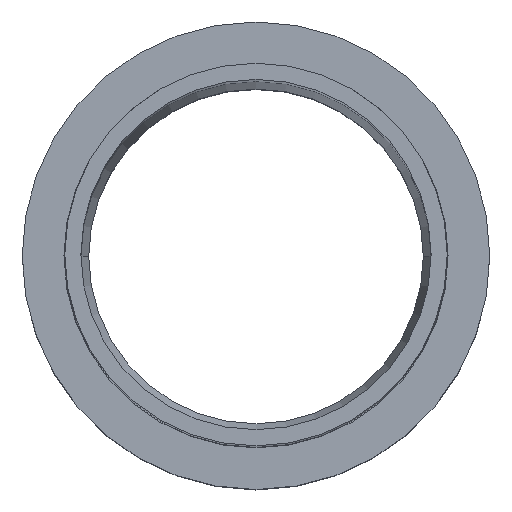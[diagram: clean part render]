
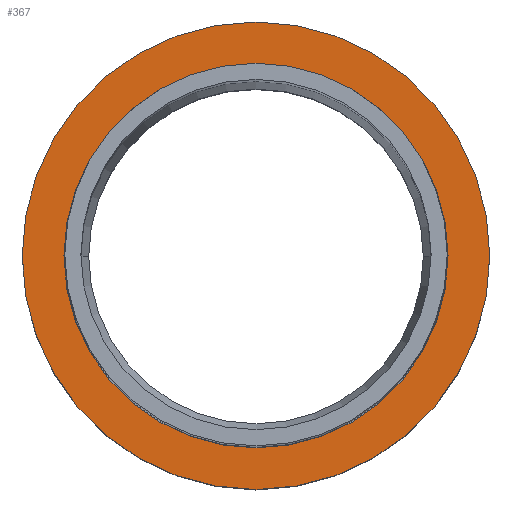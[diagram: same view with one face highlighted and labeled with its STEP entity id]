
A CAD part, top view. The second image highlights one B-rep face of the part: STEP entity #367.
In plain terms, the highlighted planar face has unit normal (0, 0, 1).
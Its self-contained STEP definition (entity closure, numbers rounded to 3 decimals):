
#6 = DIRECTION ( 'NONE',  ( 0., 0., 1. ) ) ;
#44 = DIRECTION ( 'NONE',  ( 1., 0., 0. ) ) ;
#70 = AXIS2_PLACEMENT_3D ( 'NONE', #438, #588, #225 ) ;
#81 = CIRCLE ( 'NONE', #70, 102.85 ) ;
#111 = DIRECTION ( 'NONE',  ( -1., 0., 0. ) ) ;
#114 = DIRECTION ( 'NONE',  ( 1., 0., 0. ) ) ;
#119 = VERTEX_POINT ( 'NONE', #262 ) ;
#137 = ORIENTED_EDGE ( 'NONE', *, *, #374, .F. ) ;
#143 = ORIENTED_EDGE ( 'NONE', *, *, #519, .F. ) ;
#146 = ORIENTED_EDGE ( 'NONE', *, *, #403, .T. ) ;
#150 = ORIENTED_EDGE ( 'NONE', *, *, #277, .T. ) ;
#151 = CIRCLE ( 'NONE', #482, 84.5 ) ;
#155 = VERTEX_POINT ( 'NONE', #347 ) ;
#163 = AXIS2_PLACEMENT_3D ( 'NONE', #368, #523, #114 ) ;
#173 = PLANE ( 'NONE',  #204 ) ;
#202 = EDGE_LOOP ( 'NONE', ( #146, #150 ) ) ;
#204 = AXIS2_PLACEMENT_3D ( 'NONE', #365, #521, #111 ) ;
#225 = DIRECTION ( 'NONE',  ( 1., 0., 0. ) ) ;
#229 = VERTEX_POINT ( 'NONE', #544 ) ;
#239 = VERTEX_POINT ( 'NONE', #313 ) ;
#255 = DIRECTION ( 'NONE',  ( 1., 0., 0. ) ) ;
#262 = CARTESIAN_POINT ( 'NONE',  ( -84.5, 0., -313. ) ) ;
#277 = EDGE_CURVE ( 'NONE', #155, #229, #81, .T. ) ;
#288 = CIRCLE ( 'NONE', #576, 84.5 ) ;
#313 = CARTESIAN_POINT ( 'NONE',  ( 84.5, 0., -313. ) ) ;
#329 = CARTESIAN_POINT ( 'NONE',  ( 0., 0., -313. ) ) ;
#347 = CARTESIAN_POINT ( 'NONE',  ( -102.85, 0., -313. ) ) ;
#365 = CARTESIAN_POINT ( 'NONE',  ( 0., 102.85, -313. ) ) ;
#367 = ADVANCED_FACE ( 'NONE', ( #404, #556 ), #173, .F. ) ;
#368 = CARTESIAN_POINT ( 'NONE',  ( 0., 0., -313. ) ) ;
#374 = EDGE_CURVE ( 'NONE', #239, #119, #288, .T. ) ;
#403 = EDGE_CURVE ( 'NONE', #229, #155, #426, .T. ) ;
#404 = FACE_BOUND ( 'NONE', #569, .T. ) ;
#426 = CIRCLE ( 'NONE', #163, 102.85 ) ;
#438 = CARTESIAN_POINT ( 'NONE',  ( 0., 0., -313. ) ) ;
#460 = CARTESIAN_POINT ( 'NONE',  ( 0., 0., -313. ) ) ;
#482 = AXIS2_PLACEMENT_3D ( 'NONE', #460, #6, #255 ) ;
#484 = DIRECTION ( 'NONE',  ( 0., 0., 1. ) ) ;
#519 = EDGE_CURVE ( 'NONE', #119, #239, #151, .T. ) ;
#521 = DIRECTION ( 'NONE',  ( 0., 0., -1. ) ) ;
#523 = DIRECTION ( 'NONE',  ( 0., 0., 1. ) ) ;
#544 = CARTESIAN_POINT ( 'NONE',  ( 102.85, 0., -313. ) ) ;
#556 = FACE_OUTER_BOUND ( 'NONE', #202, .T. ) ;
#569 = EDGE_LOOP ( 'NONE', ( #137, #143 ) ) ;
#576 = AXIS2_PLACEMENT_3D ( 'NONE', #329, #484, #44 ) ;
#588 = DIRECTION ( 'NONE',  ( 0., 0., 1. ) ) ;
